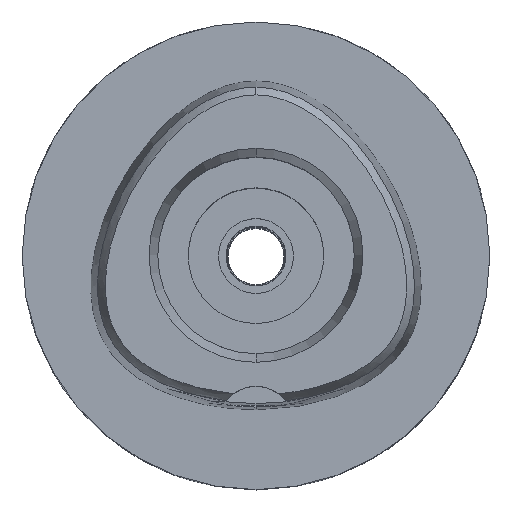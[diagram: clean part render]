
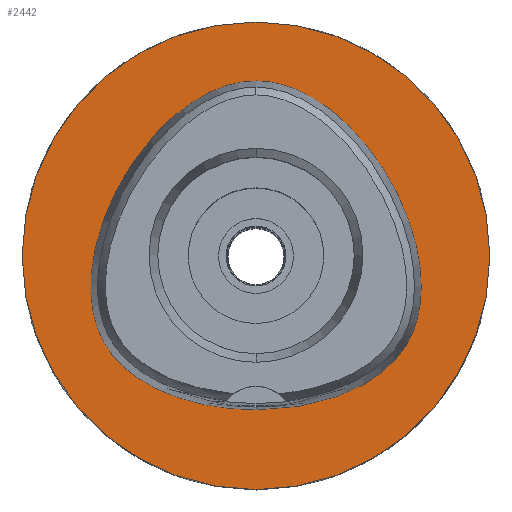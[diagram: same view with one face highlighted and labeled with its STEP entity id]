
A CAD part, top view. The second image highlights one B-rep face of the part: STEP entity #2442.
In plain terms, the highlighted planar face has unit normal (0, 0, 1).
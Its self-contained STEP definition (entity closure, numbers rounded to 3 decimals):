
#320=CARTESIAN_POINT('',(0.,0.,0.));
#321=DIRECTION('',(0.,0.,-1.));
#322=DIRECTION('',(0.,-1.,0.));
#323=AXIS2_PLACEMENT_3D('',#320,#321,#322);
#328=CARTESIAN_POINT('',(0.,0.,0.));
#329=DIRECTION('',(0.,0.,-1.));
#330=DIRECTION('',(0.,1.,0.));
#331=AXIS2_PLACEMENT_3D('',#328,#329,#330);
#336=CARTESIAN_POINT('',(0.,-16.455,0.));
#337=CARTESIAN_POINT('',(0.692,-16.455,0.));
#338=CARTESIAN_POINT('',(2.054,-16.405,
0.));
#339=CARTESIAN_POINT('',(4.058,-16.186,
0.));
#340=CARTESIAN_POINT('',(5.947,-15.836,0.));
#341=CARTESIAN_POINT('',(7.688,-15.376,0.));
#342=CARTESIAN_POINT('',(9.259,-14.829,0.));
#343=CARTESIAN_POINT('',(10.653,-14.216,0.));
#344=CARTESIAN_POINT('',(11.876,-13.555,0.));
#345=CARTESIAN_POINT('',(12.939,-12.86,0.));
#346=CARTESIAN_POINT('',(13.857,-12.14,0.));
#347=CARTESIAN_POINT('',(14.644,-11.402,0.));
#348=CARTESIAN_POINT('',(15.314,-10.646,0.));
#349=CARTESIAN_POINT('',(15.878,-9.879,0.));
#350=CARTESIAN_POINT('',(16.352,-9.087,0.));
#351=CARTESIAN_POINT('',(16.757,-8.238,0.));
#352=CARTESIAN_POINT('',(17.098,-7.309,0.));
#353=CARTESIAN_POINT('',(17.369,-6.291,0.));
#354=CARTESIAN_POINT('',(17.562,-5.172,0.));
#355=CARTESIAN_POINT('',(17.665,-3.942,0.));
#356=CARTESIAN_POINT('',(17.664,-2.593,0.));
#357=CARTESIAN_POINT('',(17.542,-1.12,0.));
#358=CARTESIAN_POINT('',(17.28,0.476,0.));
#359=CARTESIAN_POINT('',(16.862,2.182,0.));
#360=CARTESIAN_POINT('',(16.277,3.974,0.));
#361=CARTESIAN_POINT('',(15.521,5.813,0.));
#362=CARTESIAN_POINT('',(14.605,7.647,0.));
#363=CARTESIAN_POINT('',(13.551,9.421,0.));
#364=CARTESIAN_POINT('',(12.388,11.09,0.));
#365=CARTESIAN_POINT('',(11.154,12.608,0.));
#366=CARTESIAN_POINT('',(9.888,13.948,0.));
#367=CARTESIAN_POINT('',(8.623,15.097,0.));
#368=CARTESIAN_POINT('',(7.383,16.058,0.));
#369=CARTESIAN_POINT('',(6.184,16.842,0.));
#370=CARTESIAN_POINT('',(5.033,17.464,0.));
#371=CARTESIAN_POINT('',(3.934,17.942,0.));
#372=CARTESIAN_POINT('',(2.886,18.293,0.));
#373=CARTESIAN_POINT('',(1.883,18.53,0.));
#374=CARTESIAN_POINT('',(0.922,18.666,
0.));
#375=CARTESIAN_POINT('',(0.303,18.695,
0.));
#376=CARTESIAN_POINT('',(0.,18.695,
0.));
#381=CARTESIAN_POINT('',(0.,18.695,
0.));
#382=CARTESIAN_POINT('',(-0.304,18.695,
0.));
#383=CARTESIAN_POINT('',(-0.922,18.666,
0.));
#384=CARTESIAN_POINT('',(-1.883,18.53,
0.));
#385=CARTESIAN_POINT('',(-2.886,18.293,0.));
#386=CARTESIAN_POINT('',(-3.935,17.942,0.));
#387=CARTESIAN_POINT('',(-5.034,17.464,0.));
#388=CARTESIAN_POINT('',(-6.184,16.842,0.));
#389=CARTESIAN_POINT('',(-7.384,16.058,0.));
#390=CARTESIAN_POINT('',(-8.624,15.097,0.));
#391=CARTESIAN_POINT('',(-9.889,13.947,0.));
#392=CARTESIAN_POINT('',(-11.155,12.607,0.));
#393=CARTESIAN_POINT('',(-12.389,11.088,0.));
#394=CARTESIAN_POINT('',(-13.552,9.42,0.));
#395=CARTESIAN_POINT('',(-14.606,7.645,0.));
#396=CARTESIAN_POINT('',(-15.522,5.812,0.));
#397=CARTESIAN_POINT('',(-16.277,3.973,0.));
#398=CARTESIAN_POINT('',(-16.863,2.181,0.));
#399=CARTESIAN_POINT('',(-17.28,0.475,0.));
#400=CARTESIAN_POINT('',(-17.542,-1.12,0.));
#401=CARTESIAN_POINT('',(-17.664,-2.593,0.));
#402=CARTESIAN_POINT('',(-17.665,-3.942,0.));
#403=CARTESIAN_POINT('',(-17.562,-5.171,0.));
#404=CARTESIAN_POINT('',(-17.369,-6.29,0.));
#405=CARTESIAN_POINT('',(-17.098,-7.309,0.));
#406=CARTESIAN_POINT('',(-16.756,-8.239,0.));
#407=CARTESIAN_POINT('',(-16.352,-9.086,0.));
#408=CARTESIAN_POINT('',(-15.879,-9.878,0.));
#409=CARTESIAN_POINT('',(-15.316,-10.644,0.));
#410=CARTESIAN_POINT('',(-14.645,-11.4,0.));
#411=CARTESIAN_POINT('',(-13.859,-12.139,0.));
#412=CARTESIAN_POINT('',(-12.941,-12.859,0.));
#413=CARTESIAN_POINT('',(-11.879,-13.554,0.));
#414=CARTESIAN_POINT('',(-10.655,-14.215,0.));
#415=CARTESIAN_POINT('',(-9.261,-14.828,0.));
#416=CARTESIAN_POINT('',(-7.69,-15.375,0.));
#417=CARTESIAN_POINT('',(-5.948,-15.835,0.));
#418=CARTESIAN_POINT('',(-4.059,-16.185,
0.));
#419=CARTESIAN_POINT('',(-2.054,-16.405,
0.));
#420=CARTESIAN_POINT('',(-0.692,-16.455,0.));
#421=CARTESIAN_POINT('',(0.,-16.455,0.));
#1639=VERTEX_POINT('',#381);
#1640=VERTEX_POINT('',#421);
#1645=CARTESIAN_POINT('',(0.,-25.,0.));
#1646=CARTESIAN_POINT('',(0.,25.,0.));
#1647=VERTEX_POINT('',#1645);
#1648=VERTEX_POINT('',#1646);
#2426=CARTESIAN_POINT('',(0.,0.,0.));
#2427=DIRECTION('',(0.,0.,-1.));
#2428=DIRECTION('',(0.,-1.,0.));
#2429=AXIS2_PLACEMENT_3D('',#2426,#2427,#2428);
#2430=PLANE('',#2429);
#2432=ORIENTED_EDGE('',*,*,#2431,.T.);
#2434=ORIENTED_EDGE('',*,*,#2433,.T.);
#2435=EDGE_LOOP('',(#2432,#2434));
#2436=FACE_OUTER_BOUND('',#2435,.F.);
#2438=ORIENTED_EDGE('',*,*,#2437,.T.);
#2439=ORIENTED_EDGE('',*,*,#2409,.T.);
#2440=EDGE_LOOP('',(#2438,#2439));
#2441=FACE_BOUND('',#2440,.F.);
#324=CIRCLE('',#323,25.);
#332=CIRCLE('',#331,25.);
#377=B_SPLINE_CURVE_WITH_KNOTS('',3,(#336,#337,#338,#339,#340,#341,#342,#343,
#344,#345,#346,#347,#348,#349,#350,#351,#352,#353,#354,#355,#356,#357,#358,#359,
#360,#361,#362,#363,#364,#365,#366,#367,#368,#369,#370,#371,#372,#373,#374,#375,
#376),.UNSPECIFIED.,.F.,.F.,(4,1,1,1,1,1,1,1,1,1,1,1,1,1,1,1,1,1,1,1,1,1,1,1,1,
1,1,1,1,1,1,1,1,1,1,1,1,1,4),(0.,0.026,0.053,
0.079,0.105,0.132,0.158,
0.184,0.211,0.237,0.263,
0.289,0.316,0.342,0.368,
0.395,0.421,0.447,0.474,0.5,
0.526,0.553,0.579,0.605,
0.632,0.658,0.684,0.711,
0.737,0.763,0.789,0.816,
0.842,0.868,0.895,0.921,
0.947,0.974,1.),.UNSPECIFIED.);
#422=B_SPLINE_CURVE_WITH_KNOTS('',3,(#381,#382,#383,#384,#385,#386,#387,#388,
#389,#390,#391,#392,#393,#394,#395,#396,#397,#398,#399,#400,#401,#402,#403,#404,
#405,#406,#407,#408,#409,#410,#411,#412,#413,#414,#415,#416,#417,#418,#419,#420,
#421),.UNSPECIFIED.,.F.,.F.,(4,1,1,1,1,1,1,1,1,1,1,1,1,1,1,1,1,1,1,1,1,1,1,1,1,
1,1,1,1,1,1,1,1,1,1,1,1,1,4),(0.,0.026,0.053,
0.079,0.105,0.132,0.158,
0.184,0.211,0.237,0.263,
0.289,0.316,0.342,0.368,
0.395,0.421,0.447,0.474,0.5,
0.526,0.553,0.579,0.605,
0.632,0.658,0.684,0.711,
0.737,0.763,0.789,0.816,
0.842,0.868,0.895,0.921,
0.947,0.974,1.),.UNSPECIFIED.);
#2409=EDGE_CURVE('',#1639,#1640,#422,.T.);
#2431=EDGE_CURVE('',#1647,#1648,#324,.T.);
#2433=EDGE_CURVE('',#1648,#1647,#332,.T.);
#2437=EDGE_CURVE('',#1640,#1639,#377,.T.);
#2442=ADVANCED_FACE('',(#2436,#2441),#2430,.F.);
